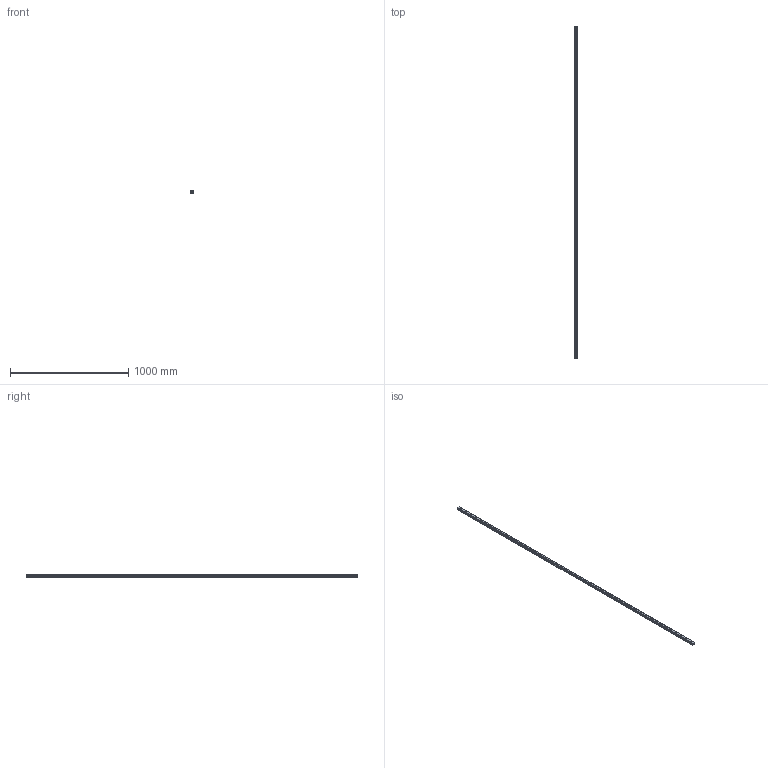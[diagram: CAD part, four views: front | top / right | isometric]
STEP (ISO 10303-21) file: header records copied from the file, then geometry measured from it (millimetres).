
FILE_DESCRIPTION(('STEP AP214'),'1');
FILE_NAME('cctmp_216689A7-CE46-4CAC-A3C0-9BBB7E4DAD2C_2020_6_9_13_18_41_965..stp','2020-06-09T11:18:42',('HIWIN GmbH'),('CADClick - www.CADClick.com'),'Spatial InterOp 3D',' ','unknown authorization');
FILE_SCHEMA(('AUTOMOTIVE_DESIGN'));
Length unit declared in the file: millimetre
Products named in the file (1): HGR25R2810H_FILE
Bounding box: 23 x 2810 x 22 mm (x, y, z)
Volume: 1168008.4 mm3; surface area: 288812.4 mm2
Topology: 1 solids, 1 shells, 675 faces, 1725 edges, 1150 vertices
Faces by surface type: plane 371, cylinder 304
Entity records: 26387 total; most frequent: DIRECTION 4061, CARTESIAN_POINT 3551, ORIENTED_EDGE 3450, EDGE_CURVE 1725, AXIS2_PLACEMENT_3D 1660, VERTEX_POINT 1150, CIRCLE 796, EDGE_LOOP 773
